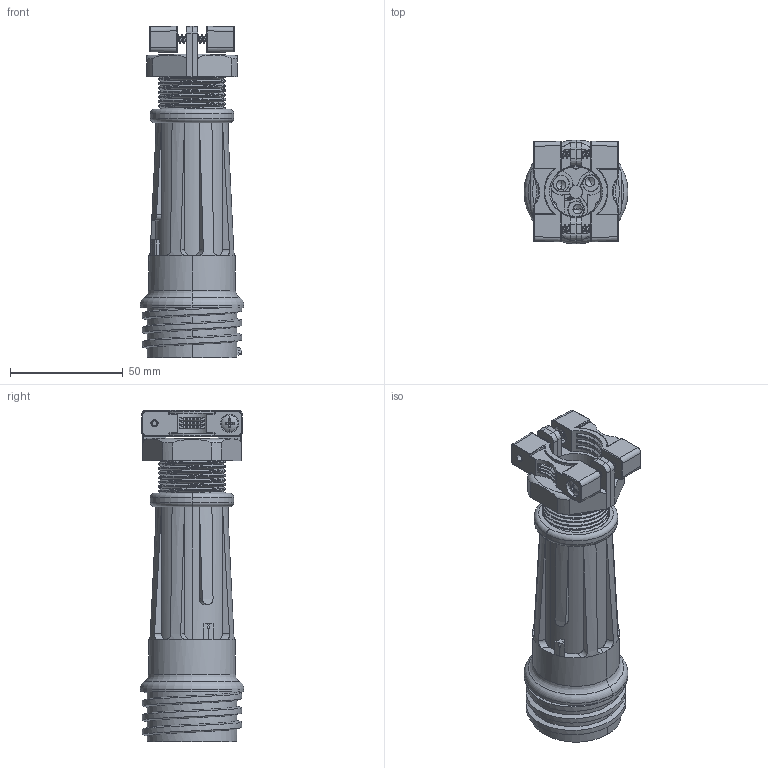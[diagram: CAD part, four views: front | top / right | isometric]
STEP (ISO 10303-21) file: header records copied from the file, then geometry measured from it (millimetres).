
FILE_DESCRIPTION(('STEP AP242'),'1');
FILE_NAME('pxa921-03-p.stp','2024-05-01T22:26:52',('TraceParts'),('TraceParts S.A.'),'Spatial InterOp 3D',' ',' ');
FILE_SCHEMA(('AP242_MANAGED_MODEL_BASED_3D_ENGINEERING_MIM_LF {1 0 10303 442 1 1 4}'));
Length unit declared in the file: millimetre
Products named in the file (1): pxa921-03-p_1
Bounding box: 46 x 46 x 146.65 mm (x, y, z)
Volume: 84521.8 mm3; surface area: 56293.9 mm2
Topology: 2 solids, 2 shells, 1237 faces, 3178 edges, 2016 vertices
Faces by surface type: plane 590, cylinder 379, cone 116, bspline 107, torus 23, sphere 22
Entity records: 71600 total; most frequent: CARTESIAN_POINT 42543, ORIENTED_EDGE 6332, DIRECTION 5545, EDGE_CURVE 3166, VERTEX_POINT 2016, AXIS2_PLACEMENT_3D 1854, LINE 1837, VECTOR 1837
